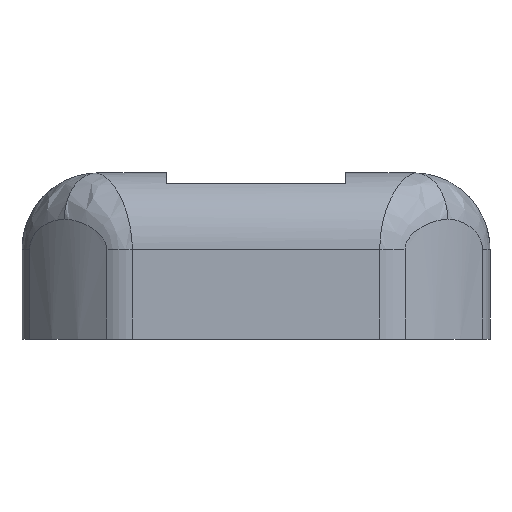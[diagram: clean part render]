
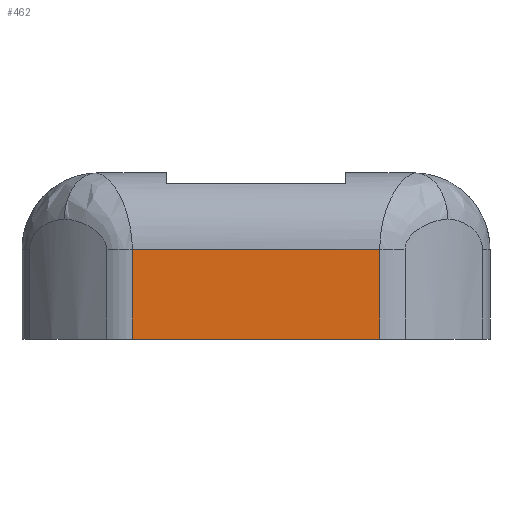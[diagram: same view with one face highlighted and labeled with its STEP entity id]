
A CAD part, left-side view. The second image highlights one B-rep face of the part: STEP entity #462.
In plain terms, the highlighted planar face has unit normal (-1, 0, 0).
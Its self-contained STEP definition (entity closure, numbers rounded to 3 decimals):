
#298=CARTESIAN_POINT('',(-39.1,29.789,-4.7));
#299=VERTEX_POINT('',#298);
#300=CARTESIAN_POINT('',(-39.1,20.111,-4.7));
#301=VERTEX_POINT('',#300);
#302=CARTESIAN_POINT('',(-39.1,29.789,-4.7));
#303=DIRECTION('',(0.,-1.,0.));
#304=VECTOR('',#303,9.678);
#305=LINE('',#302,#304);
#306=EDGE_CURVE('',#299,#301,#305,.T.);
#432=CARTESIAN_POINT('',(-39.1,25.,-9.4));
#433=DIRECTION('',(-1.,0.,0.));
#434=DIRECTION('',(0.,0.,1.));
#435=AXIS2_PLACEMENT_3D('',#432,#433,#434);
#436=PLANE('',#435);
#437=CARTESIAN_POINT('',(-39.1,20.111,-1.2));
#438=VERTEX_POINT('',#437);
#439=CARTESIAN_POINT('',(-39.1,29.789,-1.2));
#440=VERTEX_POINT('',#439);
#441=CARTESIAN_POINT('',(-39.1,20.111,-1.2));
#442=DIRECTION('',(-0.,1.,-0.));
#443=VECTOR('',#442,9.678);
#444=LINE('',#441,#443);
#445=EDGE_CURVE('',#438,#440,#444,.T.);
#446=ORIENTED_EDGE('',*,*,#445,.T.);
#447=CARTESIAN_POINT('',(-39.1,29.789,-1.2));
#448=DIRECTION('',(-0.,0.,-1.));
#449=VECTOR('',#448,3.5);
#450=LINE('',#447,#449);
#451=EDGE_CURVE('',#440,#299,#450,.T.);
#452=ORIENTED_EDGE('',*,*,#451,.T.);
#453=ORIENTED_EDGE('',*,*,#306,.T.);
#454=CARTESIAN_POINT('',(-39.1,20.111,-4.7));
#455=DIRECTION('',(0.,-0.,1.));
#456=VECTOR('',#455,3.5);
#457=LINE('',#454,#456);
#458=EDGE_CURVE('',#301,#438,#457,.T.);
#459=ORIENTED_EDGE('',*,*,#458,.T.);
#460=EDGE_LOOP('',(#446,#452,#453,#459));
#461=FACE_BOUND('',#460,.T.);
#462=ADVANCED_FACE('',(#461),#436,.T.);
